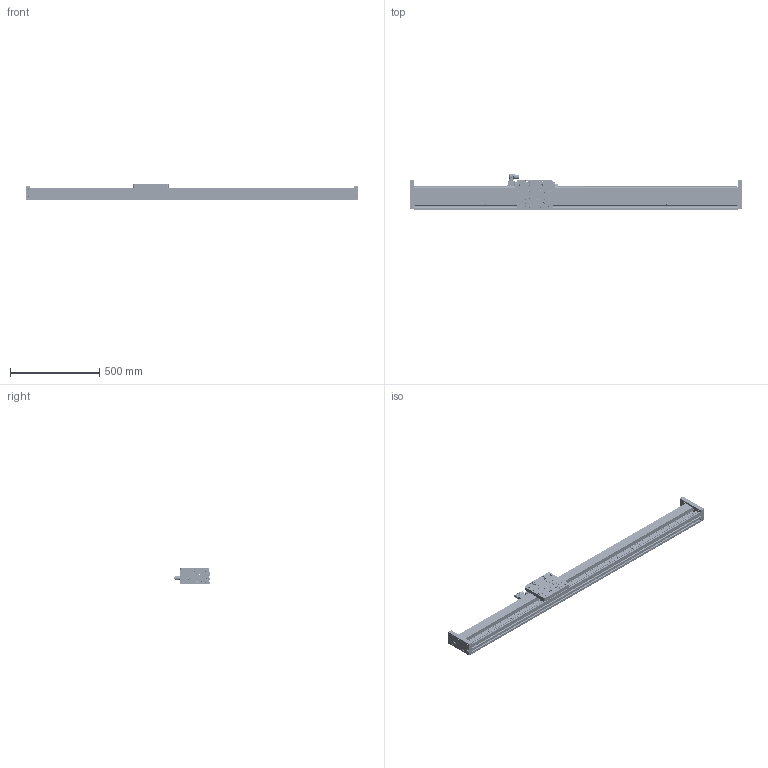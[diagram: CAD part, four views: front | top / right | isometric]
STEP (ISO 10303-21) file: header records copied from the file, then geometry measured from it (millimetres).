
FILE_DESCRIPTION (( 'STEP AP214' ), '1' );
FILE_NAME ('0186-1722_250516_FM01-48-1860_1520_1CF48x240-HP-BE02-MD02-C.STEP', '2025-05-16T09:46:10', ( '' ), ( '' ), 'SwSTEP 2.0', 'SolidWorks 2024', '' );
FILE_SCHEMA (( 'AUTOMOTIVE_DESIGN' ));
Length unit declared in the file: millimetre
Products named in the file (32): PS01-48x240-HP-C; 0230-0041_zyl.-schr._i-6kt_M4x16_8.8_v-b; 0160-0794_Kugelscheibe_M10x20.5x4_Stahl_Schwartz; 0230-0039_Zyl.-Schr._I-6kt_M10x35_8.8_v-b; 0150-5489_PF03-48x226_Pf03-PS01-48-240-reigt; 0230-0306_Zyl.-Stift_10x70_STAHL-GH; 0160-4621_LR01-15x1808; 0180-0769_F01-48-APF-M; 0186-1685_FM01-48-1860_FM01-48x540; 0180-0764_F01k-48x...APF; 0186-1689_CF48x240-HP-BE02-MD02-C_Left; 0150-3081_MC01-Cw!m_KOPF; 0230-0307_DF_1.1 x Dm13,6x20.40_47-5-1-Durovis; 0186-0971_PS01-48x240F-HP-C; 147522_1; 0230-0221_Zyl.-Schr_I-6kt_n-K_M6x16_8.8_v-b; 0180-3474_FM01k-48-AV-F; 0230-0237_zyl.-schr._i-6kt_M6x20_8.8_v-b1; 0150-2189_Hammermutter N8!M4; 0150-5265_LLTHC 15 U-T2 P5; 0230-0231_Zyl.-Stift_5x20_STAHL-GH; 0180-3432_FM01k-48-AH-F; 0160-2583_FS01k-48x1810_FS01k-48x1810; 0230-0235_Zyl.-schr._i-6kt_M4x8_12.9_schwarz; 0230-0175_Pass.-Scheibe_ 10x16x1; 0186-1722_250516_FM01-48-1860_1520_1CF48x240-HP-BE02-MD02-C; 0230-0038_Zyl.-Schr._I-6kt_M8x35_8.8_v-b; 0230-0127_Linearkugellager_LBBR 10-LS; 0186-1712_PL01-28x1820!1770-HP-SF_PL01-28x1820!1770-HP-SF; 0180-0728_PF03k-48_PF03-48x226; 0230-0068_Gew.-Stift_I-6kt_Zpf_M3x4_INOX; 0230-1254_Zyl.-Schr._I-6kt_n-K_M10x16_8.8_v-b
Assembly tree (119 placements, depth 5):
  0186-1722_250516_FM01-48-1860_1520_1CF48x240-HP-BE02-MD02-C
    0186-1685_FM01-48-1860_FM01-48x540
      0160-2583_FS01k-48x1810_FS01k-48x1810
      0160-4621_LR01-15x1808
      0150-2189_Hammermutter N8!M4  x30
      0230-0041_zyl.-schr._i-6kt_M4x16_8.8_v-b  x30
      0180-3432_FM01k-48-AH-F
      0230-0038_Zyl.-Schr._I-6kt_M8x35_8.8_v-b  x8
      0186-1712_PL01-28x1820!1770-HP-SF_PL01-28x1820!1770-HP-SF
      0180-3474_FM01k-48-AV-F
      0160-0794_Kugelscheibe_M10x20.5x4_Stahl_Schwartz  x2
      0230-0039_Zyl.-Schr._I-6kt_M10x35_8.8_v-b
      0230-0231_Zyl.-Stift_5x20_STAHL-GH  x4
      0230-1254_Zyl.-Schr._I-6kt_n-K_M10x16_8.8_v-b
    0186-1689_CF48x240-HP-BE02-MD02-C_Left
      0180-0764_F01k-48x...APF
      0150-5265_LLTHC 15 U-T2 P5  x2
      0230-0235_Zyl.-schr._i-6kt_M4x8_12.9_schwarz  x8
      0180-0769_F01-48-APF-M  x2
      0230-0127_Linearkugellager_LBBR 10-LS  x2
      0230-0306_Zyl.-Stift_10x70_STAHL-GH  x2
      0230-0068_Gew.-Stift_I-6kt_Zpf_M3x4_INOX  x2
      0230-0221_Zyl.-Schr_I-6kt_n-K_M6x16_8.8_v-b  x4
      0230-0307_DF_1.1 x Dm13,6x20.40_47-5-1-Durovis  x2
      0230-0175_Pass.-Scheibe_ 10x16x1  x2
      0150-5489_PF03-48x226_Pf03-PS01-48-240-reigt
        0180-0728_PF03k-48_PF03-48x226
        0230-0237_zyl.-schr._i-6kt_M6x20_8.8_v-b1  x3
      0186-0971_PS01-48x240F-HP-C
        PS01-48x240-HP-C
        0150-3081_MC01-Cw!m_KOPF
          147522_1
Bounding box: 1860 x 197.12 x 91.15 mm (x, y, z)
Volume: 8404460.6 mm3; surface area: 2487001.4 mm2
Topology: 127 solids, 150 shells, 9322 faces, 22854 edges, 14086 vertices
Faces by surface type: plane 3394, cylinder 2528, cone 2091, bspline 1102, torus 203, sphere 4
Full cylindrical faces by diameter (mm): 1 x10, 1.2 x5, 1.5 x5, 1.8 x5, 2 x10, 2.05 x4, 2.5 x12, 2.6 x4, 2.7 x6, 2.8 x6, 2.9 x4, 3 x13, 3.2 x2, 3.3 x34, 4 x702, 4.5 x46, 5 x97, 5.5 x4, 6 x110, 6.4 x19, 6.79 x4, 6.8 x8, 7 x38, 7.5 x30, 8 x192, 8.4 x10, 8.5 x2, 9 x6, 10 x53, 10.5 x14
Entity records: 197410 total; most frequent: CARTESIAN_POINT 76031, ORIENTED_EDGE 21818, DIRECTION 17154, EDGE_CURVE 10909, VERTEX_POINT 7535, EDGE_LOOP 5958, AXIS2_PLACEMENT_3D 5766, VECTOR 5622
